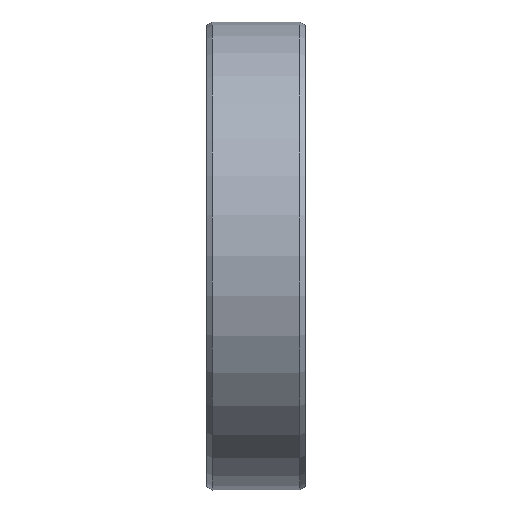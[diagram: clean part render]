
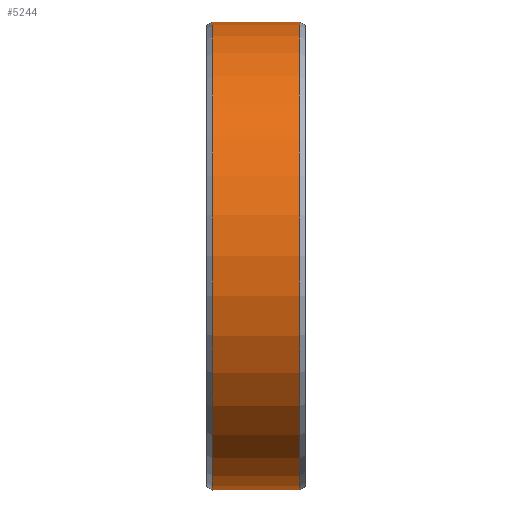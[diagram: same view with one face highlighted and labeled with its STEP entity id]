
A CAD part, top view. The second image highlights one B-rep face of the part: STEP entity #5244.
In plain terms, the highlighted cylindrical face has radius 50 mm (diameter 100 mm), a partial arc.
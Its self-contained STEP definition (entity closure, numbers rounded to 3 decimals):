
#4805=CARTESIAN_POINT('',(-9.3,0.,
0.));
#4806=DIRECTION('',(1.,0.,0.));
#4807=DIRECTION('',(0.,1.,0.));
#4808=AXIS2_PLACEMENT_3D('',#4805,#4806,#4807);
#4810=CARTESIAN_POINT('',(-9.3,0.,
0.));
#4811=DIRECTION('',(1.,0.,0.));
#4812=DIRECTION('',(0.,0.,1.));
#4813=AXIS2_PLACEMENT_3D('',#4810,#4811,#4812);
#4819=DIRECTION('',(-1.,0.,0.));
#4820=VECTOR('',#4819,18.6);
#4821=CARTESIAN_POINT('',(9.3,-50.,0.));
#4822=LINE('',#4821,#4820);
#4823=CARTESIAN_POINT('',(9.3,0.,0.));
#4824=DIRECTION('',(-1.,0.,0.));
#4825=DIRECTION('',(0.,-1.,0.));
#4826=AXIS2_PLACEMENT_3D('',#4823,#4824,#4825);
#4828=CARTESIAN_POINT('',(9.3,0.,0.));
#4829=DIRECTION('',(-1.,0.,0.));
#4830=DIRECTION('',(0.,0.,1.));
#4831=AXIS2_PLACEMENT_3D('',#4828,#4829,#4830);
#4891=DIRECTION('',(-1.,0.,0.));
#4892=VECTOR('',#4891,18.6);
#4893=CARTESIAN_POINT('',(9.3,50.,0.));
#4894=LINE('',#4893,#4892);
#5087=CARTESIAN_POINT('',(-9.3,-50.,0.));
#5088=VERTEX_POINT('',#5087);
#5090=CARTESIAN_POINT('',(-9.3,50.,0.));
#5092=VERTEX_POINT('',#5090);
#5093=CARTESIAN_POINT('',(-9.3,0.,50.));
#5094=VERTEX_POINT('',#5093);
#5095=CARTESIAN_POINT('',(9.3,0.,50.));
#5096=CARTESIAN_POINT('',(9.3,50.,0.));
#5097=VERTEX_POINT('',#5095);
#5098=VERTEX_POINT('',#5096);
#5099=CARTESIAN_POINT('',(9.3,-50.,0.));
#5100=VERTEX_POINT('',#5099);
#5227=CARTESIAN_POINT('',(-10.5,0.,0.));
#5228=DIRECTION('',(1.,0.,0.));
#5229=DIRECTION('',(0.,-1.,0.));
#5230=AXIS2_PLACEMENT_3D('',#5227,#5228,#5229);
#5231=CYLINDRICAL_SURFACE('',#5230,50.);
#5233=ORIENTED_EDGE('',*,*,#5232,.F.);
#5235=ORIENTED_EDGE('',*,*,#5234,.F.);
#5237=ORIENTED_EDGE('',*,*,#5236,.T.);
#5238=ORIENTED_EDGE('',*,*,#5221,.F.);
#5239=ORIENTED_EDGE('',*,*,#5219,.F.);
#5241=ORIENTED_EDGE('',*,*,#5240,.F.);
#5242=EDGE_LOOP('',(#5233,#5235,#5237,#5238,#5239,#5241));
#5243=FACE_OUTER_BOUND('',#5242,.F.);
#4809=CIRCLE('',#4808,50.);
#4814=CIRCLE('',#4813,50.);
#4827=CIRCLE('',#4826,50.);
#4832=CIRCLE('',#4831,50.);
#5219=EDGE_CURVE('',#5092,#5094,#4809,.T.);
#5221=EDGE_CURVE('',#5094,#5088,#4814,.T.);
#5232=EDGE_CURVE('',#5097,#5098,#4832,.T.);
#5234=EDGE_CURVE('',#5100,#5097,#4827,.T.);
#5236=EDGE_CURVE('',#5100,#5088,#4822,.T.);
#5240=EDGE_CURVE('',#5098,#5092,#4894,.T.);
#5244=ADVANCED_FACE('',(#5243),#5231,.T.);
